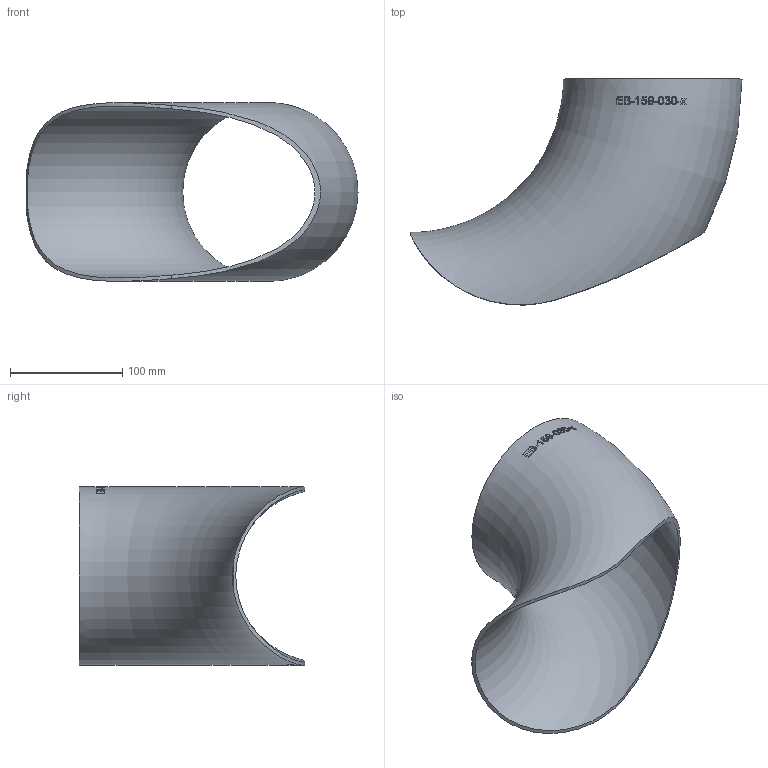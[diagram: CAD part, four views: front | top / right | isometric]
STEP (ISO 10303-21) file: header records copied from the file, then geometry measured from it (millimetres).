
FILE_DESCRIPTION (( 'STEP AP214' ), '1' );
FILE_NAME ('EB-159-030-x Einschweissbogen 2210.STEP', '2022-10-19T10:59:00', ( '' ), ( '' ), 'SwSTEP 2.0', 'SolidWorks 2019', '' );
FILE_SCHEMA (( 'AUTOMOTIVE_DESIGN' ));
Length unit declared in the file: millimetre
Products named in the file (1): EB-159-030-x Einschweissbogen 2210
Bounding box: 295.5 x 201.14 x 159.04 mm (x, y, z)
Volume: 309841.7 mm3; surface area: 210804.4 mm2
Topology: 1 solids, 1 shells, 155 faces, 415 edges, 278 vertices
Faces by surface type: bspline 133, torus 19, plane 2, cylinder 1
Entity records: 24172 total; most frequent: CARTESIAN_POINT 19886, ORIENTED_EDGE 822, EDGE_CURVE 411, B_SPLINE_CURVE_WITH_KNOTS 405, VERTEX_POINT 276, EDGE_LOOP 175, FACE_OUTER_BOUND 157, ADVANCED_FACE 155
